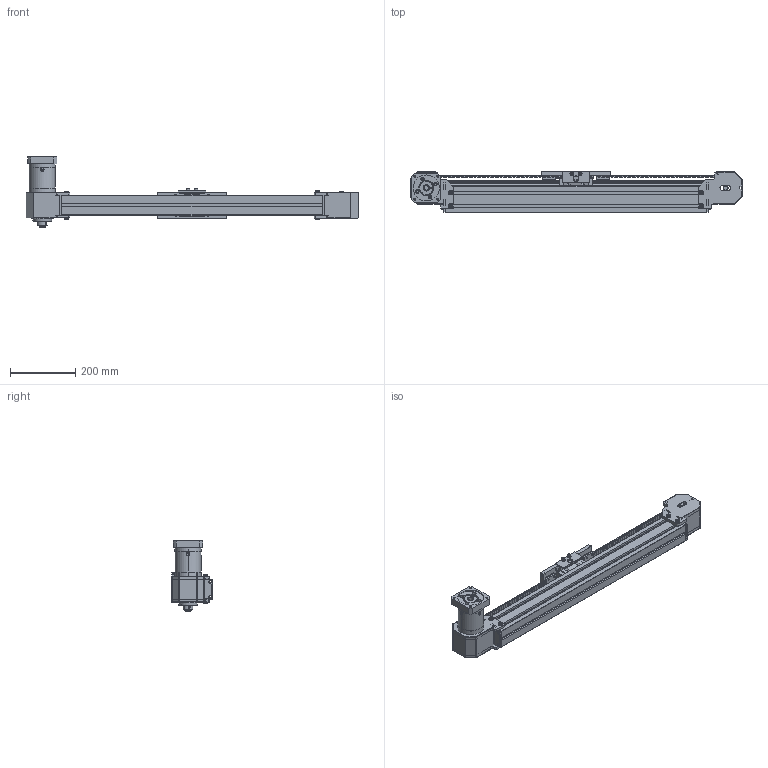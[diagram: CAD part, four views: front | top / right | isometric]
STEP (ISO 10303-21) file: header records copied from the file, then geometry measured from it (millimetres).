
FILE_DESCRIPTION (( 'STEP AP214' ), '1' );
FILE_NAME ('Planetengetriebe kurz.STEP', '2015-04-17T17:49:05', ( '' ), ( '' ), 'SwSTEP 2.0', 'SolidWorks 2012', '' );
FILE_SCHEMA (( 'AUTOMOTIVE_DESIGN' ));
Length unit declared in the file: millimetre
Products named in the file (23): Zahnriemen 400; Wagen kurz; Anschlag; M6 x 10 DIN912; 6,4 DIN125; Fe03-00-04 A Endschalterplatte kurz; Fe03-00-05 Klemmstück; HGW25HC Wagen; Fe03-00-04-1 Platte; Fe03-00-02 Blech; PLE80 2-stufig; Welle 20 x 80 PLE; M8 x 12 DIN912; Achse 15 x 80; Fe03-00-10; Flanschlager-20; Fe03-00-08; Fe03-00-07; Fe03-00-03; HGW25 Kappe; HGW25 Schiene Easy-Sprint; Aluprofil 80 x 60; Planetengetriebe kurz
Assembly tree (65 placements, depth 3):
  Planetengetriebe kurz
    Aluprofil 80 x 60
    HGW25 Schiene Easy-Sprint
    HGW25 Kappe  x13
    Fe03-00-03  x2
    Fe03-00-07  x2
    Fe03-00-08  x2
    Flanschlager-20
    Fe03-00-10  x2
    Achse 15 x 80
    M8 x 12 DIN912  x8
    Welle 20 x 80 PLE
    PLE80 2-stufig
    Fe03-00-02 Blech  x2
    Wagen kurz
      Fe03-00-04-1 Platte
      HGW25HC Wagen
      Fe03-00-05 Klemmstück  x2
      Fe03-00-04 A Endschalterplatte kurz
      6,4 DIN125  x2
      M6 x 10 DIN912  x10
      Anschlag  x4
      M8 x 12 DIN912  x4
    Zahnriemen 400  x2
Bounding box: 1020 x 125.5 x 216.5 mm (x, y, z)
Volume: 3110604.5 mm3; surface area: 1226951.8 mm2
Topology: 62 solids, 74 shells, 2547 faces, 6578 edges, 4244 vertices
Faces by surface type: plane 1466, cylinder 840, cone 172, torus 44, bspline 25
Entity records: 59854 total; most frequent: CARTESIAN_POINT 11279, DIRECTION 8479, ORIENTED_EDGE 8467, EDGE_CURVE 4253, AXIS2_PLACEMENT_3D 2876, VERTEX_POINT 2793, VECTOR 2727, LINE 2727
